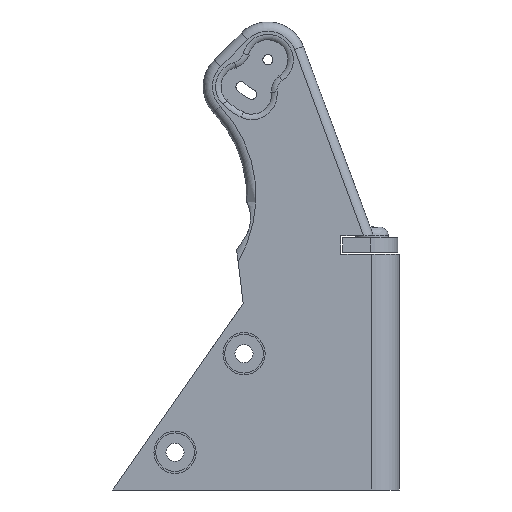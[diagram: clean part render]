
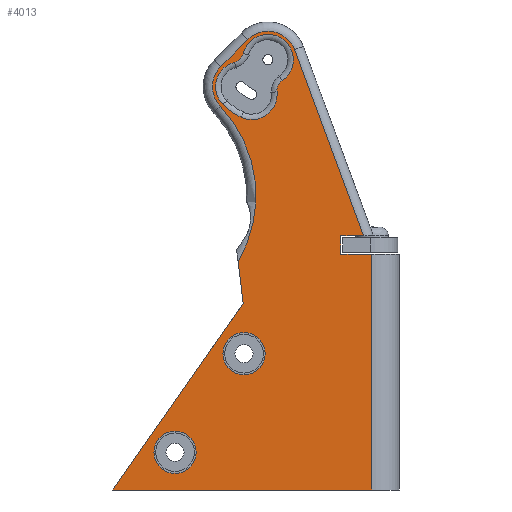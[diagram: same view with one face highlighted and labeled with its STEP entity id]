
A CAD part, front view. The second image highlights one B-rep face of the part: STEP entity #4013.
In plain terms, the highlighted planar face has unit normal (0, -1, 0).
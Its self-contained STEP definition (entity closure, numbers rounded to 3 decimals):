
#55=FACE_BOUND('',#830,.T.);
#56=FACE_BOUND('',#831,.T.);
#57=FACE_BOUND('',#832,.T.);
#150=CIRCLE('',#4298,21.524);
#155=CIRCLE('',#4304,4.724);
#158=CIRCLE('',#4309,4.724);
#159=CIRCLE('',#4311,4.204);
#160=CIRCLE('',#4312,1.968);
#161=CIRCLE('',#4313,4.191);
#162=CIRCLE('',#4314,10.49);
#163=CIRCLE('',#4315,4.191);
#164=CIRCLE('',#4316,1.969);
#165=CIRCLE('',#4317,3.493);
#166=CIRCLE('',#4318,3.493);
#577=FACE_OUTER_BOUND('',#829,.T.);
#829=EDGE_LOOP('',(#2746,#2747,#2748,#2749,#2750,#2751,#2752,#2753,#2754,
#2755,#2756,#2757));
#830=EDGE_LOOP('',(#2758,#2759,#2760,#2761,#2762,#2763));
#831=EDGE_LOOP('',(#2764));
#832=EDGE_LOOP('',(#2765));
#1196=LINE('',#6370,#1434);
#1208=LINE('',#6473,#1446);
#1209=LINE('',#6479,#1447);
#1210=LINE('',#6481,#1448);
#1211=LINE('',#6483,#1449);
#1212=LINE('',#6485,#1450);
#1213=LINE('',#6487,#1451);
#1214=LINE('',#6489,#1452);
#1215=LINE('',#6490,#1453);
#1434=VECTOR('',#4857,10.);
#1446=VECTOR('',#4909,10.);
#1447=VECTOR('',#4918,25.4);
#1448=VECTOR('',#4919,25.4);
#1449=VECTOR('',#4920,25.4);
#1450=VECTOR('',#4921,25.4);
#1451=VECTOR('',#4922,25.4);
#1452=VECTOR('',#4923,25.4);
#1453=VECTOR('',#4924,25.4);
#1679=VERTEX_POINT('',#6328);
#1680=VERTEX_POINT('',#6369);
#1701=VERTEX_POINT('',#6424);
#1702=VERTEX_POINT('',#6431);
#1706=VERTEX_POINT('',#6463);
#1708=VERTEX_POINT('',#6469);
#1710=VERTEX_POINT('',#6478);
#1711=VERTEX_POINT('',#6480);
#1712=VERTEX_POINT('',#6482);
#1713=VERTEX_POINT('',#6484);
#1714=VERTEX_POINT('',#6486);
#1715=VERTEX_POINT('',#6488);
#1716=VERTEX_POINT('',#6491);
#1717=VERTEX_POINT('',#6492);
#1718=VERTEX_POINT('',#6494);
#1719=VERTEX_POINT('',#6496);
#1720=VERTEX_POINT('',#6498);
#1721=VERTEX_POINT('',#6500);
#1722=VERTEX_POINT('',#6503);
#1723=VERTEX_POINT('',#6505);
#2079=EDGE_CURVE('',#1679,#1680,#1196,.T.);
#2102=EDGE_CURVE('',#1701,#1702,#150,.T.);
#2109=EDGE_CURVE('',#1702,#1706,#155,.T.);
#2112=EDGE_CURVE('',#1706,#1708,#1208,.T.);
#2114=EDGE_CURVE('',#1708,#1679,#158,.T.);
#2115=EDGE_CURVE('',#1701,#1710,#1209,.T.);
#2116=EDGE_CURVE('',#1710,#1711,#1210,.T.);
#2117=EDGE_CURVE('',#1711,#1712,#1211,.T.);
#2118=EDGE_CURVE('',#1712,#1713,#1212,.T.);
#2119=EDGE_CURVE('',#1713,#1714,#1213,.T.);
#2120=EDGE_CURVE('',#1714,#1715,#1214,.T.);
#2121=EDGE_CURVE('',#1715,#1680,#1215,.T.);
#2122=EDGE_CURVE('',#1716,#1717,#159,.T.);
#2123=EDGE_CURVE('',#1718,#1716,#160,.T.);
#2124=EDGE_CURVE('',#1719,#1718,#161,.T.);
#2125=EDGE_CURVE('',#1720,#1719,#162,.T.);
#2126=EDGE_CURVE('',#1721,#1720,#163,.T.);
#2127=EDGE_CURVE('',#1717,#1721,#164,.T.);
#2128=EDGE_CURVE('',#1722,#1722,#165,.T.);
#2129=EDGE_CURVE('',#1723,#1723,#166,.T.);
#2746=ORIENTED_EDGE('',*,*,#2079,.F.);
#2747=ORIENTED_EDGE('',*,*,#2114,.F.);
#2748=ORIENTED_EDGE('',*,*,#2112,.F.);
#2749=ORIENTED_EDGE('',*,*,#2109,.F.);
#2750=ORIENTED_EDGE('',*,*,#2102,.F.);
#2751=ORIENTED_EDGE('',*,*,#2115,.T.);
#2752=ORIENTED_EDGE('',*,*,#2116,.T.);
#2753=ORIENTED_EDGE('',*,*,#2117,.T.);
#2754=ORIENTED_EDGE('',*,*,#2118,.T.);
#2755=ORIENTED_EDGE('',*,*,#2119,.T.);
#2756=ORIENTED_EDGE('',*,*,#2120,.T.);
#2757=ORIENTED_EDGE('',*,*,#2121,.T.);
#2758=ORIENTED_EDGE('',*,*,#2122,.F.);
#2759=ORIENTED_EDGE('',*,*,#2123,.F.);
#2760=ORIENTED_EDGE('',*,*,#2124,.F.);
#2761=ORIENTED_EDGE('',*,*,#2125,.F.);
#2762=ORIENTED_EDGE('',*,*,#2126,.F.);
#2763=ORIENTED_EDGE('',*,*,#2127,.F.);
#2764=ORIENTED_EDGE('',*,*,#2128,.T.);
#2765=ORIENTED_EDGE('',*,*,#2129,.T.);
#3937=PLANE('',#4310);
#4013=ADVANCED_FACE('',(#577,#55,#56,#57),#3937,.T.);
#4298=AXIS2_PLACEMENT_3D('',#6432,#4890,#4891);
#4304=AXIS2_PLACEMENT_3D('',#6467,#4902,#4903);
#4309=AXIS2_PLACEMENT_3D('',#6476,#4914,#4915);
#4310=AXIS2_PLACEMENT_3D('',#6477,#4916,#4917);
#4311=AXIS2_PLACEMENT_3D('',#6493,#4925,#4926);
#4312=AXIS2_PLACEMENT_3D('',#6495,#4927,#4928);
#4313=AXIS2_PLACEMENT_3D('',#6497,#4929,#4930);
#4314=AXIS2_PLACEMENT_3D('',#6499,#4931,#4932);
#4315=AXIS2_PLACEMENT_3D('',#6501,#4933,#4934);
#4316=AXIS2_PLACEMENT_3D('',#6502,#4935,#4936);
#4317=AXIS2_PLACEMENT_3D('',#6504,#4937,#4938);
#4318=AXIS2_PLACEMENT_3D('',#6506,#4939,#4940);
#4857=DIRECTION('',(0.347,0.,-0.938));
#4890=DIRECTION('center_axis',(0.,-1.,0.));
#4891=DIRECTION('ref_axis',(0.937,0.,0.349));
#4902=DIRECTION('center_axis',(0.,1.,0.));
#4903=DIRECTION('ref_axis',(-1.,0.,0.013));
#4909=DIRECTION('',(0.707,0.,0.707));
#4914=DIRECTION('center_axis',(0.,1.,0.));
#4915=DIRECTION('ref_axis',(0.209,0.,0.978));
#4916=DIRECTION('center_axis',(0.,-1.,0.));
#4917=DIRECTION('ref_axis',(0.,0.,-1.));
#4918=DIRECTION('',(0.121,0.,-0.993));
#4919=DIRECTION('',(-0.574,0.,-0.819));
#4920=DIRECTION('',(1.,0.,0.));
#4921=DIRECTION('',(0.,0.,1.));
#4922=DIRECTION('',(-1.,0.,0.));
#4923=DIRECTION('',(0.,0.,1.));
#4924=DIRECTION('',(1.,0.,0.));
#4925=DIRECTION('center_axis',(0.,-1.,0.));
#4926=DIRECTION('ref_axis',(0.574,0.,0.819));
#4927=DIRECTION('center_axis',(0.,1.,0.));
#4928=DIRECTION('ref_axis',(-0.906,0.,0.424));
#4929=DIRECTION('center_axis',(0.,-1.,0.));
#4930=DIRECTION('ref_axis',(0.578,0.,-0.816));
#4931=DIRECTION('center_axis',(0.,-1.,0.));
#4932=DIRECTION('ref_axis',(-0.574,0.,-0.819));
#4933=DIRECTION('center_axis',(0.,-1.,0.));
#4934=DIRECTION('ref_axis',(-0.965,0.,0.264));
#4935=DIRECTION('center_axis',(0.,1.,0.));
#4936=DIRECTION('ref_axis',(0.708,0.,-0.706));
#4937=DIRECTION('center_axis',(0.,1.,0.));
#4938=DIRECTION('ref_axis',(0.,0.,-1.));
#4939=DIRECTION('center_axis',(0.,1.,0.));
#4940=DIRECTION('ref_axis',(0.,0.,-1.));
#6328=CARTESIAN_POINT('',(59.387,-20.,72.857));
#6369=CARTESIAN_POINT('',(70.779,-20.,42.048));
#6370=CARTESIAN_POINT('',(69.9,-20.,44.428));
#6424=CARTESIAN_POINT('',(50.042,-20.,37.766));
#6431=CARTESIAN_POINT('',(47.092,-20.,63.465));
#6432=CARTESIAN_POINT('Origin',(31.475,-20.,48.653));
#6463=CARTESIAN_POINT('',(47.179,-20.,70.057));
#6467=CARTESIAN_POINT('Origin',(50.52,-20.,66.717));
#6469=CARTESIAN_POINT('',(51.633,-20.,74.511));
#6473=CARTESIAN_POINT('',(26.004,-20.,48.883));
#6476=CARTESIAN_POINT('Origin',(54.974,-20.,71.171));
#6477=CARTESIAN_POINT('Origin',(33.787,-20.,-1.25));
#6478=CARTESIAN_POINT('',(50.892,-20.,30.803));
#6479=CARTESIAN_POINT('',(49.795,-20.,39.792));
#6480=CARTESIAN_POINT('',(29.323,-20.,0.));
#6481=CARTESIAN_POINT('',(50.892,-20.,30.803));
#6482=CARTESIAN_POINT('',(72.119,-20.,0.));
#6483=CARTESIAN_POINT('',(29.323,-20.,0.));
#6484=CARTESIAN_POINT('',(72.119,-20.,39.));
#6485=CARTESIAN_POINT('',(72.119,-20.,0.));
#6486=CARTESIAN_POINT('',(67.039,-20.,39.));
#6487=CARTESIAN_POINT('',(72.119,-20.,39.));
#6488=CARTESIAN_POINT('',(67.039,-20.,42.048));
#6489=CARTESIAN_POINT('',(67.039,-20.,39.));
#6490=CARTESIAN_POINT('',(67.039,-20.,42.048));
#6491=CARTESIAN_POINT('',(57.336,-20.,67.693));
#6492=CARTESIAN_POINT('',(50.898,-20.,72.201));
#6493=CARTESIAN_POINT('Origin',(54.974,-20.,71.171));
#6494=CARTESIAN_POINT('',(56.482,-20.,65.872));
#6495=CARTESIAN_POINT('Origin',(58.442,-20.,66.065));
#6496=CARTESIAN_POINT('',(50.54,-20.,61.663));
#6497=CARTESIAN_POINT('Origin',(52.312,-20.,65.462));
#6498=CARTESIAN_POINT('',(47.556,-20.,63.753));
#6499=CARTESIAN_POINT('Origin',(54.974,-20.,71.171));
#6500=CARTESIAN_POINT('',(49.479,-20.,70.776));
#6501=CARTESIAN_POINT('Origin',(50.52,-20.,66.717));
#6502=CARTESIAN_POINT('Origin',(48.99,-20.,72.683));
#6503=CARTESIAN_POINT('',(51.026,-20.,19.051));
#6504=CARTESIAN_POINT('Origin',(51.026,-20.,22.544));
#6505=CARTESIAN_POINT('',(39.611,-20.,2.749));
#6506=CARTESIAN_POINT('Origin',(39.611,-20.,6.242));
